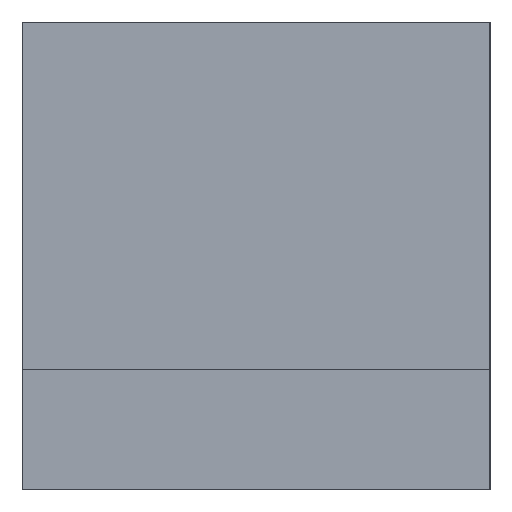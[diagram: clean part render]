
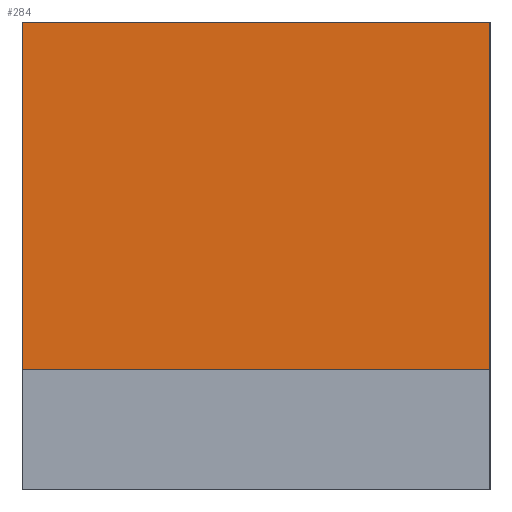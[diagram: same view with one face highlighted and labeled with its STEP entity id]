
A CAD part, left-side view. The second image highlights one B-rep face of the part: STEP entity #284.
In plain terms, the highlighted planar face has unit normal (-1, 0, 0).
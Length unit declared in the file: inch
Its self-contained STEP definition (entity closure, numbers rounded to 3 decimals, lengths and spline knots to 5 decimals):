
#56=FACE_OUTER_BOUND('',#76,.T.);
#76=EDGE_LOOP('',(#245,#246,#247,#248));
#89=LINE('',#418,#113);
#95=LINE('',#432,#119);
#106=LINE('',#475,#130);
#107=LINE('',#476,#131);
#113=VECTOR('',#337,0.3937);
#119=VECTOR('',#349,0.3937);
#130=VECTOR('',#398,0.3937);
#131=VECTOR('',#399,0.3937);
#137=VERTEX_POINT('',#416);
#138=VERTEX_POINT('',#417);
#143=VERTEX_POINT('',#430);
#156=VERTEX_POINT('',#474);
#161=EDGE_CURVE('',#137,#138,#89,.T.);
#169=EDGE_CURVE('',#138,#143,#95,.T.);
#190=EDGE_CURVE('',#156,#143,#106,.T.);
#191=EDGE_CURVE('',#137,#156,#107,.T.);
#245=ORIENTED_EDGE('',*,*,#161,.T.);
#246=ORIENTED_EDGE('',*,*,#169,.T.);
#247=ORIENTED_EDGE('',*,*,#190,.F.);
#248=ORIENTED_EDGE('',*,*,#191,.F.);
#270=PLANE('',#324);
#284=ADVANCED_FACE('',(#56),#270,.T.);
#324=AXIS2_PLACEMENT_3D('',#473,#396,#397);
#337=DIRECTION('',(0.,-1.,0.));
#349=DIRECTION('',(0.,0.,1.));
#396=DIRECTION('center_axis',(-1.,0.,0.));
#397=DIRECTION('ref_axis',(0.,-1.,0.));
#398=DIRECTION('',(0.,-1.,0.));
#399=DIRECTION('',(0.,0.,1.));
#416=CARTESIAN_POINT('',(-4.25,0.25,-0.1216));
#417=CARTESIAN_POINT('',(-4.25,-0.25,-0.1216));
#418=CARTESIAN_POINT('',(-4.25,0.125,-0.1216));
#430=CARTESIAN_POINT('',(-4.25,-0.25,0.25));
#432=CARTESIAN_POINT('',(-4.25,-0.25,0.));
#473=CARTESIAN_POINT('Origin',(-4.25,0.25,0.));
#474=CARTESIAN_POINT('',(-4.25,0.25,0.25));
#475=CARTESIAN_POINT('',(-4.25,-0.25,0.25));
#476=CARTESIAN_POINT('',(-4.25,0.25,0.));
